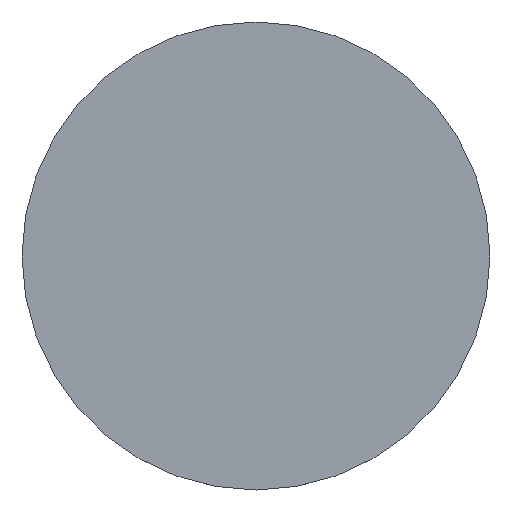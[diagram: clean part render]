
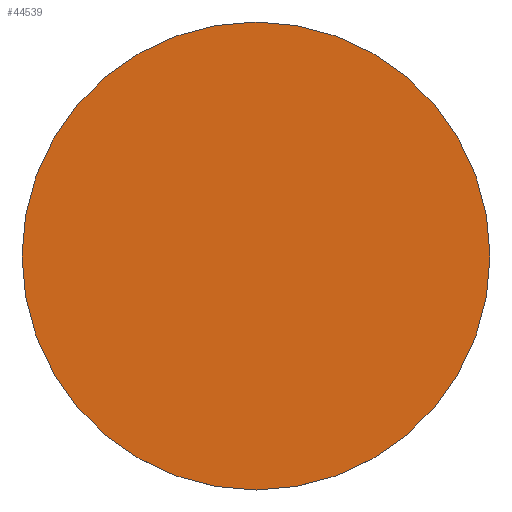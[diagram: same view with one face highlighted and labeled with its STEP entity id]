
A CAD part, top view. The second image highlights one B-rep face of the part: STEP entity #44539.
In plain terms, the highlighted face is planar.
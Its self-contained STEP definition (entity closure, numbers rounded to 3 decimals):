
#2950=PLANE('',#47137);
#5003=FACE_OUTER_BOUND('',#7700,.T.);
#7700=EDGE_LOOP('',(#41447));
#19537=CIRCLE('',#47134,65.);
#23615=VERTEX_POINT('',#70233);
#29601=EDGE_CURVE('',#23615,#23615,#19537,.T.);
#41447=ORIENTED_EDGE('',*,*,#29601,.T.);
#44539=ADVANCED_FACE('',(#5003),#2950,.F.);
#47134=AXIS2_PLACEMENT_3D('',#70234,#57659,#57660);
#47137=AXIS2_PLACEMENT_3D('',#70239,#57666,#57667);
#57659=DIRECTION('center_axis',(0.,-1.,0.));
#57660=DIRECTION('ref_axis',(1.,0.,0.));
#57666=DIRECTION('center_axis',(0.,1.,0.));
#57667=DIRECTION('ref_axis',(1.,0.,0.));
#70233=CARTESIAN_POINT('',(-65.,-1.6,0.));
#70234=CARTESIAN_POINT('Origin',(0.,-1.6,0.));
#70239=CARTESIAN_POINT('Origin',(0.,-1.6,0.));
